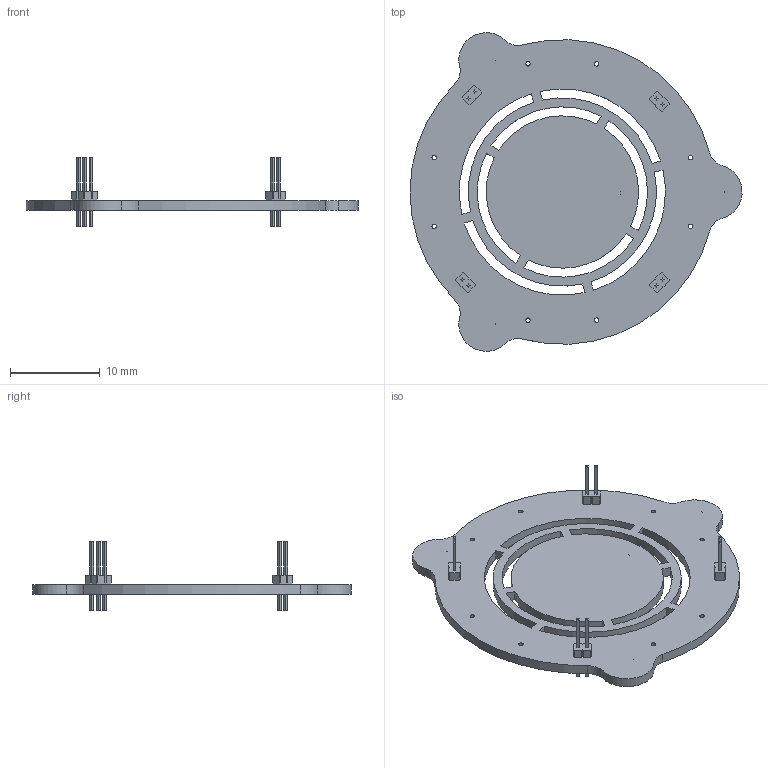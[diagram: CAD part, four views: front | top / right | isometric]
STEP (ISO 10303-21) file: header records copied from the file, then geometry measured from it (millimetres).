
FILE_DESCRIPTION(('KiCad electronic assembly'),'2;1');
FILE_NAME('pressure_sensor_sensor2.step','2024-05-17T01:03:20',('Pcbnew' ),('Kicad'),'Open CASCADE STEP processor 7.7', 'KiCad to STEP converter','Unknown');
FILE_SCHEMA(('AUTOMOTIVE_DESIGN { 1 0 10303 214 1 1 1 1 }'));
Length unit declared in the file: millimetre
Products named in the file (4): pressure_sensor_sensor2 1; PinHeader_1x02_P1.00mm_Vertical; PinHeader_1x02_P100mm_Vertical; _autosave-pressure_sensor_sensor_PCB
Assembly tree (6 placements, depth 3):
  pressure_sensor_sensor2 1
    PinHeader_1x02_P1.00mm_Vertical  x4
      PinHeader_1x02_P100mm_Vertical
    _autosave-pressure_sensor_sensor_PCB
Bounding box: 37.04 x 35.52 x 7.8 mm (x, y, z)
Volume: 924.4 mm3; surface area: 2208.8 mm2
Topology: 5 solids, 5 shells, 278 faces, 692 edges, 440 vertices
Faces by surface type: plane 234, cylinder 44
Full cylindrical faces by diameter (mm): 0.5 x16
Entity records: 8686 total; most frequent: CARTESIAN_POINT 1487, DIRECTION 1296, LINE 802, VECTOR 802, ORIENTED_EDGE 652, PCURVE 652, DEFINITIONAL_REPRESENTATION 652, EDGE_CURVE 326
